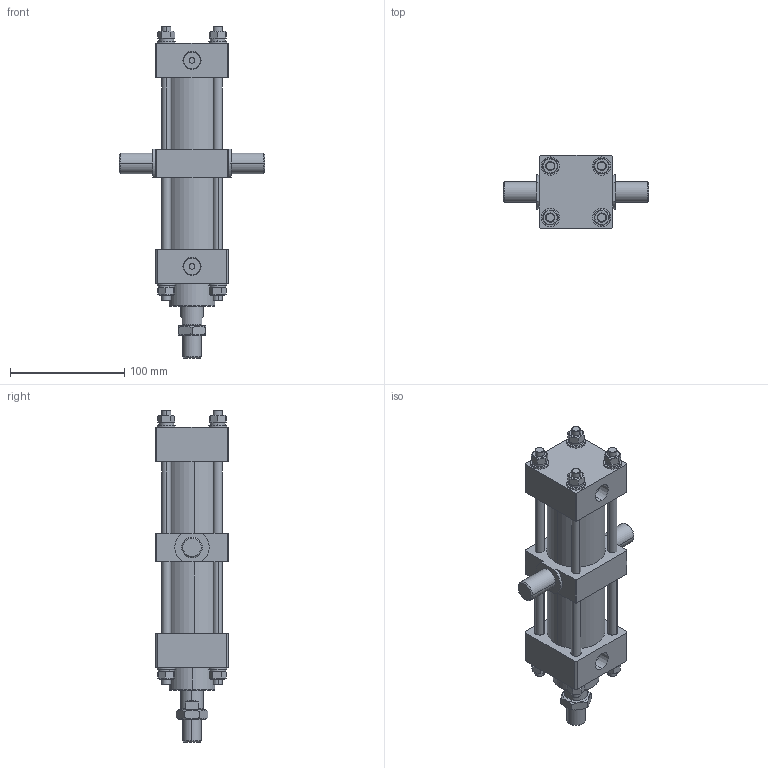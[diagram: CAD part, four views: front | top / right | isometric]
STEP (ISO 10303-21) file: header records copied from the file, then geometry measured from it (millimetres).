
FILE_DESCRIPTION (( 'STEP AP203' ), '1' );
FILE_NAME ('MOB-40-20-100-TC.STEP', '2021-04-28T02:20:27', ( '微软用户' ), ( '微软中国' ), 'SwSTEP 2.0', 'SolidWorks 2012', '' );
FILE_SCHEMA (( 'CONFIG_CONTROL_DESIGN' ));
Length unit declared in the file: millimetre
Products named in the file (13): MOB-40-20-100-TC; MOB-40-20-100-TC嶺裝2; MOB-40-20-100-TC嫉粣; spring lock washers--normal type gb_GB_FASTENER_WASHER_SW 8; hex nuts, style 1-grades ab gb_GB_FASTENER_NUT_SNAB1 M8-N; single coil lock washers light type gb_GB_FASTENER_WASHER_SSWL 8; plain washers-n series-grade a gb_GB_FASTENER_WASHER_PWNA 8; MOB-40-20-100-TC嶺裝1; hex thin nuts grades ab gb_GB_FASTENER_NUT_STNABTT M16X1.5-N; MOB-40-20-100活塞杆; MOB-40-20-100前盖; MOB-40-20-100詰芠; MOB-40-20-100綴裔
Assembly tree (38 placements, depth 2):
  MOB-40-20-100-TC
    MOB-40-20-100綴裔
    MOB-40-20-100詰芠
    MOB-40-20-100前盖
    MOB-40-20-100活塞杆
    hex thin nuts grades ab gb_GB_FASTENER_NUT_STNABTT M16X1.5-N
    MOB-40-20-100-TC嶺裝1  x4
    plain washers-n series-grade a gb_GB_FASTENER_WASHER_PWNA 8  x8
    single coil lock washers light type gb_GB_FASTENER_WASHER_SSWL 8  x4
    hex nuts, style 1-grades ab gb_GB_FASTENER_NUT_SNAB1 M8-N  x8
    spring lock washers--normal type gb_GB_FASTENER_WASHER_SW 8  x4
    MOB-40-20-100-TC嫉粣
    MOB-40-20-100-TC嶺裝2  x4
Bounding box: 127 x 64 x 290 mm (x, y, z)
Volume: 561628.5 mm3; surface area: 168336.7 mm2
Topology: 38 solids, 38 shells, 514 faces, 1138 edges, 714 vertices
Faces by surface type: plane 188, cylinder 186, cone 126, torus 14
Entity records: 9393 total; most frequent: CARTESIAN_POINT 1593, DIRECTION 1326, ORIENTED_EDGE 1092, EDGE_CURVE 546, AXIS2_PLACEMENT_3D 545, VERTEX_POINT 346, EDGE_LOOP 292, CIRCLE 266
